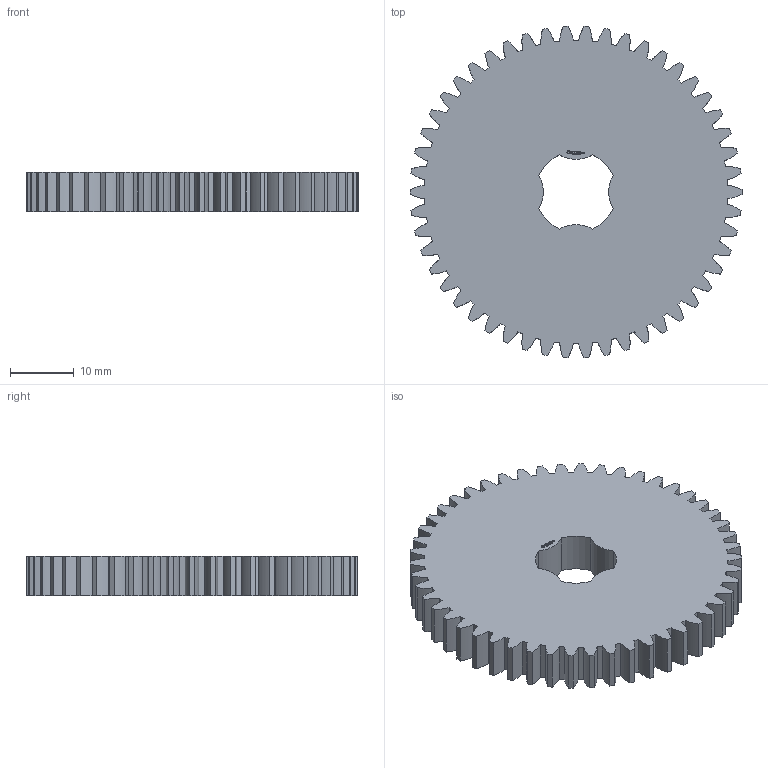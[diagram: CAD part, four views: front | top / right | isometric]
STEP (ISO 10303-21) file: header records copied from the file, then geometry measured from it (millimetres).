
FILE_DESCRIPTION(('FreeCAD Model'),'2;1');
FILE_NAME('Open CASCADE Shape Model','2024-03-10T18:13:56',(''),(''), 'Open CASCADE STEP processor 7.6','FreeCAD','Unknown');
FILE_SCHEMA(('AUTOMOTIVE_DESIGN { 1 0 10303 214 1 1 1 1 }'));
Products named in the file (1): Gear Wheel PLN TTH50 BU00.50 SFT-SHD - SPN-GWH-0178 (stemfie.org)
Bounding box: 51.99 x 51.94 x 6.25 mm (x, y, z)
Volume: 11507.8 mm3; surface area: 5928.2 mm2
Topology: 1 solids, 1 shells, 658 faces, 1875 edges, 1250 vertices
Faces by surface type: extrusion 328, plane 322, cylinder 8
Entity records: 59651 total; most frequent: CARTESIAN_POINT 19824, DIRECTION 5319, VECTOR 4609, LINE 4281, ORIENTED_EDGE 3750, PCURVE 3750, DEFINITIONAL_REPRESENTATION 3750, EDGE_CURVE 1875
